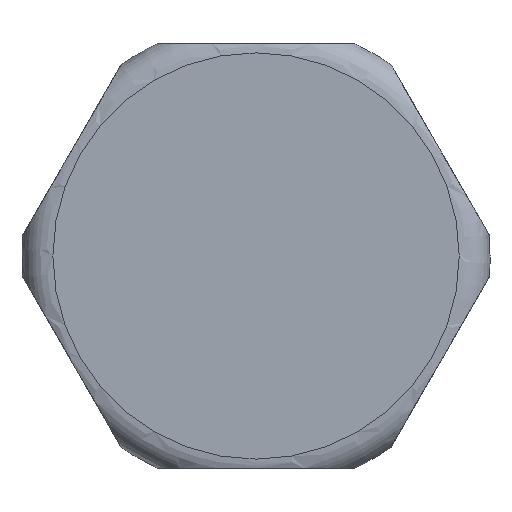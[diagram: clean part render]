
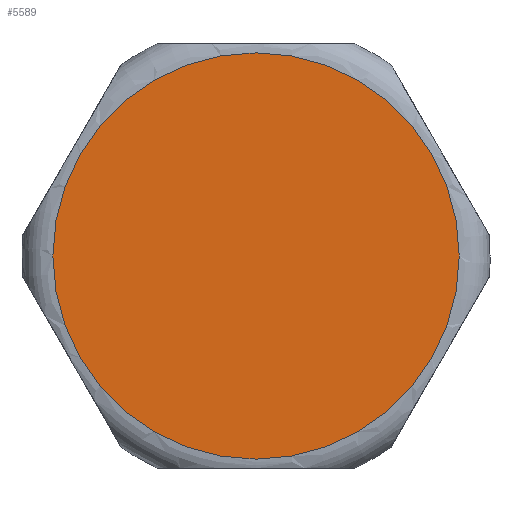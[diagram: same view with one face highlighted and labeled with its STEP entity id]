
A CAD part, left-side view. The second image highlights one B-rep face of the part: STEP entity #5589.
In plain terms, the highlighted planar face has unit normal (-1, 0, 0).
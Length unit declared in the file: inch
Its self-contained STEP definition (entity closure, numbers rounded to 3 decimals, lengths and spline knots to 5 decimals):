
#1162=PLANE('',#5968);
#1412=FACE_OUTER_BOUND('',#1719,.T.);
#1719=EDGE_LOOP('',(#4710,#4711));
#1927=CIRCLE('',#5946,1.03543);
#1928=CIRCLE('',#5947,1.03543);
#2482=VERTEX_POINT('',#10326);
#2483=VERTEX_POINT('',#10327);
#3232=EDGE_CURVE('',#2482,#2483,#1927,.T.);
#3233=EDGE_CURVE('',#2483,#2482,#1928,.T.);
#4710=ORIENTED_EDGE('',*,*,#3232,.T.);
#4711=ORIENTED_EDGE('',*,*,#3233,.T.);
#5589=ADVANCED_FACE('',(#1412),#1162,.T.);
#5946=AXIS2_PLACEMENT_3D('',#10328,#6954,#6955);
#5947=AXIS2_PLACEMENT_3D('',#10329,#6956,#6957);
#5968=AXIS2_PLACEMENT_3D('',#10350,#6998,#6999);
#6954=DIRECTION('center_axis',(-1.,0.,0.));
#6955=DIRECTION('ref_axis',(0.,0.,1.));
#6956=DIRECTION('center_axis',(-1.,0.,0.));
#6957=DIRECTION('ref_axis',(0.,0.,1.));
#6998=DIRECTION('center_axis',(-1.,0.,0.));
#6999=DIRECTION('ref_axis',(0.,0.,1.));
#10326=CARTESIAN_POINT('',(-2.38489,1.03543,0.));
#10327=CARTESIAN_POINT('',(-2.38489,0.,-1.03543));
#10328=CARTESIAN_POINT('Origin',(-2.38489,0.,
0.));
#10329=CARTESIAN_POINT('Origin',(-2.38489,0.,
0.));
#10350=CARTESIAN_POINT('Origin',(-2.38489,0.75984,0.));
